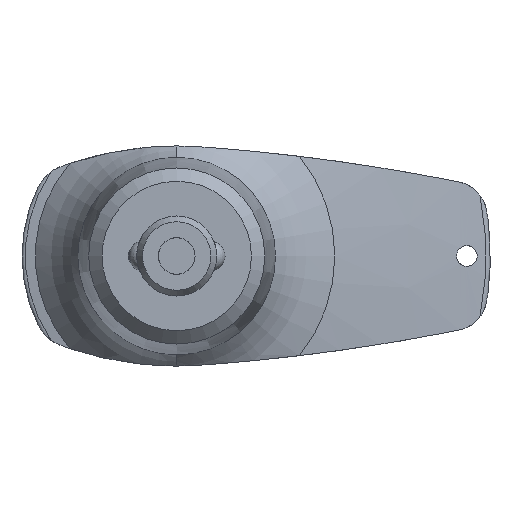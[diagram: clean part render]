
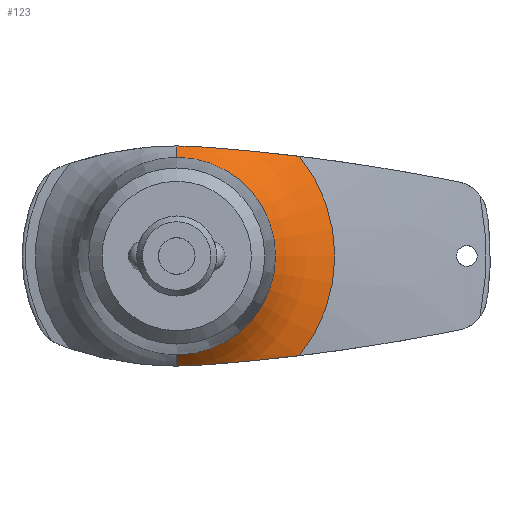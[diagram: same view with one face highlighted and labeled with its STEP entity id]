
A CAD part, front view. The second image highlights one B-rep face of the part: STEP entity #123.
In plain terms, the highlighted toroidal (fillet/blend) face has major radius 29.976 mm and minor radius 19 mm.
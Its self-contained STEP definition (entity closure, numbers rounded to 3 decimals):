
#123 = ADVANCED_FACE( '', ( #289 ), #290, .F. );
#289 = FACE_OUTER_BOUND( '', #499, .T. );
#290 = TOROIDAL_SURFACE( '', #500, 29.976, 19. );
#499 = EDGE_LOOP( '', ( #828, #829, #830, #831, #832, #833, #834, #835 ) );
#500 = AXIS2_PLACEMENT_3D( '', #836, #837, #838 );
#828 = ORIENTED_EDGE( '', *, *, #1176, .F. );
#829 = ORIENTED_EDGE( '', *, *, #1208, .T. );
#830 = ORIENTED_EDGE( '', *, *, #1182, .T. );
#831 = ORIENTED_EDGE( '', *, *, #1209, .T. );
#832 = ORIENTED_EDGE( '', *, *, #1210, .T. );
#833 = ORIENTED_EDGE( '', *, *, #1137, .T. );
#834 = ORIENTED_EDGE( '', *, *, #1211, .T. );
#835 = ORIENTED_EDGE( '', *, *, #1212, .F. );
#836 = CARTESIAN_POINT( '', ( 0., 10.466, 0. ) );
#837 = DIRECTION( '', ( 0., -1., 0. ) );
#838 = DIRECTION( '', ( 0., 0., -1. ) );
#1137 = EDGE_CURVE( '', #1309, #1323, #1325, .T. );
#1176 = EDGE_CURVE( '', #1391, #1388, #1393, .T. );
#1182 = EDGE_CURVE( '', #1396, #1401, #1403, .T. );
#1208 = EDGE_CURVE( '', #1391, #1396, #1441, .T. );
#1209 = EDGE_CURVE( '', #1401, #1442, #1443, .T. );
#1210 = EDGE_CURVE( '', #1442, #1309, #1444, .T. );
#1211 = EDGE_CURVE( '', #1323, #1445, #1446, .T. );
#1212 = EDGE_CURVE( '', #1388, #1445, #1447, .T. );
#1309 = VERTEX_POINT( '', #1601 );
#1323 = VERTEX_POINT( '', #1646 );
#1325 = B_SPLINE_CURVE_WITH_KNOTS( '', 3, ( #1649, #1650, #1651, #1652 ), .UNSPECIFIED., .F., .F., ( 4, 4 ), ( 0., 0.004 ), .UNSPECIFIED. );
#1388 = VERTEX_POINT( '', #1762 );
#1391 = VERTEX_POINT( '', #1765 );
#1393 = CIRCLE( '', #1768, 19. );
#1396 = VERTEX_POINT( '', #1771 );
#1401 = VERTEX_POINT( '', #1789 );
#1403 = B_SPLINE_CURVE_WITH_KNOTS( '', 3, ( #1798, #1799, #1800, #1801, #1802, #1803, #1804, #1805, #1806, #1807 ), .UNSPECIFIED., .F., .F., ( 4, 2, 2, 2, 4 ), ( 0., 0.004, 0.007, 0.011, 0.015 ), .UNSPECIFIED. );
#1441 = B_SPLINE_CURVE_WITH_KNOTS( '', 3, ( #2126, #2127, #2128, #2129 ), .UNSPECIFIED., .F., .F., ( 4, 4 ), ( 0., 0.004 ), .UNSPECIFIED. );
#1442 = VERTEX_POINT( '', #2130 );
#1443 = CIRCLE( '', #2131, 23.7 );
#1444 = B_SPLINE_CURVE_WITH_KNOTS( '', 3, ( #2132, #2133, #2134, #2135, #2136, #2137, #2138, #2139, #2140, #2141 ), .UNSPECIFIED., .F., .F., ( 4, 2, 2, 2, 4 ), ( 0., 0.004, 0.007, 0.011, 0.015 ), .UNSPECIFIED. );
#1445 = VERTEX_POINT( '', #2142 );
#1446 = CIRCLE( '', #2143, 19. );
#1447 = CIRCLE( '', #2144, 14.801 );
#1601 = CARTESIAN_POINT( '', ( 4.4, 24.242, 16.307 ) );
#1646 = CARTESIAN_POINT( '', ( 0., 23.86, 16.5 ) );
#1649 = CARTESIAN_POINT( '', ( 4.4, 24.242, 16.307 ) );
#1650 = CARTESIAN_POINT( '', ( 2.946, 23.999, 16.435 ) );
#1651 = CARTESIAN_POINT( '', ( 1.481, 23.86, 16.5 ) );
#1652 = CARTESIAN_POINT( '', ( 0., 23.86, 16.5 ) );
#1762 = CARTESIAN_POINT( '', ( 0., 21.9, -14.801 ) );
#1765 = CARTESIAN_POINT( '', ( 0., 23.86, -16.5 ) );
#1768 = AXIS2_PLACEMENT_3D( '', #2712, #2713, #2714 );
#1771 = CARTESIAN_POINT( '', ( 4.4, 24.242, -16.307 ) );
#1789 = CARTESIAN_POINT( '', ( 18.397, 28.4, -14.941 ) );
#1798 = CARTESIAN_POINT( '', ( 4.4, 24.242, -16.307 ) );
#1799 = CARTESIAN_POINT( '', ( 5.607, 24.458, -16.217 ) );
#1800 = CARTESIAN_POINT( '', ( 6.786, 24.771, -16.122 ) );
#1801 = CARTESIAN_POINT( '', ( 9.117, 25.477, -15.921 ) );
#1802 = CARTESIAN_POINT( '', ( 10.271, 25.87, -15.815 ) );
#1803 = CARTESIAN_POINT( '', ( 12.576, 26.655, -15.59 ) );
#1804 = CARTESIAN_POINT( '', ( 13.729, 27.047, -15.47 ) );
#1805 = CARTESIAN_POINT( '', ( 16.049, 27.775, -15.217 ) );
#1806 = CARTESIAN_POINT( '', ( 17.216, 28.111, -15.083 ) );
#1807 = CARTESIAN_POINT( '', ( 18.397, 28.4, -14.941 ) );
#2126 = CARTESIAN_POINT( '', ( 0., 23.86, -16.5 ) );
#2127 = CARTESIAN_POINT( '', ( 1.481, 23.86, -16.5 ) );
#2128 = CARTESIAN_POINT( '', ( 2.946, 23.999, -16.435 ) );
#2129 = CARTESIAN_POINT( '', ( 4.4, 24.242, -16.307 ) );
#2130 = CARTESIAN_POINT( '', ( 18.397, 28.4, 14.941 ) );
#2131 = AXIS2_PLACEMENT_3D( '', #2734, #2735, #2736 );
#2132 = CARTESIAN_POINT( '', ( 18.397, 28.4, 14.941 ) );
#2133 = CARTESIAN_POINT( '', ( 17.216, 28.111, 15.083 ) );
#2134 = CARTESIAN_POINT( '', ( 16.049, 27.775, 15.217 ) );
#2135 = CARTESIAN_POINT( '', ( 13.729, 27.047, 15.47 ) );
#2136 = CARTESIAN_POINT( '', ( 12.576, 26.655, 15.59 ) );
#2137 = CARTESIAN_POINT( '', ( 10.271, 25.87, 15.815 ) );
#2138 = CARTESIAN_POINT( '', ( 9.117, 25.477, 15.921 ) );
#2139 = CARTESIAN_POINT( '', ( 6.786, 24.771, 16.122 ) );
#2140 = CARTESIAN_POINT( '', ( 5.607, 24.458, 16.217 ) );
#2141 = CARTESIAN_POINT( '', ( 4.4, 24.242, 16.307 ) );
#2142 = CARTESIAN_POINT( '', ( 0., 21.9, 14.801 ) );
#2143 = AXIS2_PLACEMENT_3D( '', #2737, #2738, #2739 );
#2144 = AXIS2_PLACEMENT_3D( '', #2740, #2741, #2742 );
#2712 = CARTESIAN_POINT( '', ( 0., 10.466, -29.976 ) );
#2713 = DIRECTION( '', ( 1., 0., 0. ) );
#2714 = DIRECTION( '', ( 0., 0., -1. ) );
#2734 = CARTESIAN_POINT( '', ( 0., 28.4, 0. ) );
#2735 = DIRECTION( '', ( 0., -1., 0. ) );
#2736 = DIRECTION( '', ( 0., 0., -1. ) );
#2737 = CARTESIAN_POINT( '', ( 0., 10.466, 29.976 ) );
#2738 = DIRECTION( '', ( -1., 0., 0. ) );
#2739 = DIRECTION( '', ( 0., 0., 1. ) );
#2740 = CARTESIAN_POINT( '', ( 0., 21.9, 0. ) );
#2741 = DIRECTION( '', ( 0., -1., 0. ) );
#2742 = DIRECTION( '', ( 0., 0., -1. ) );
